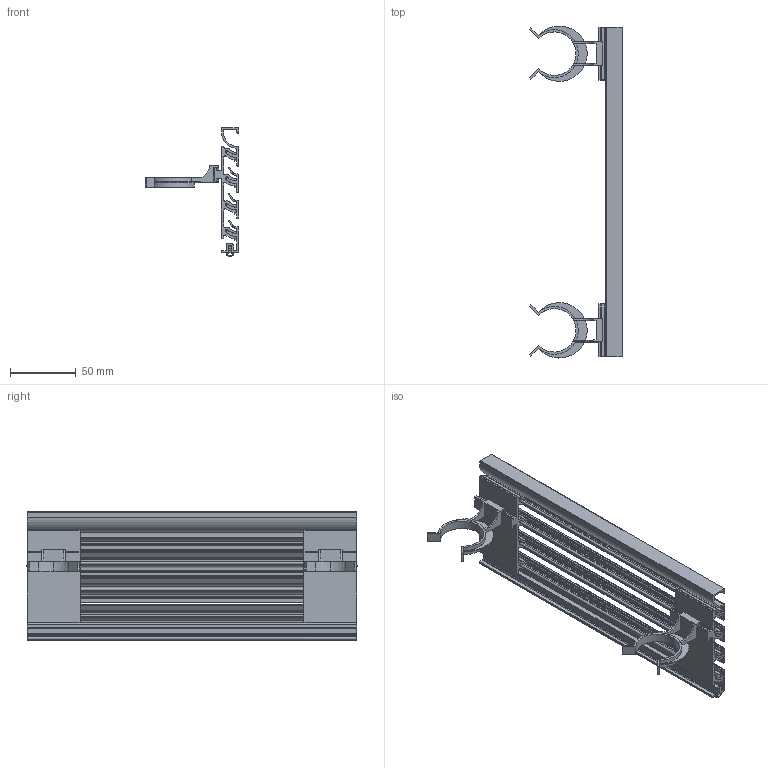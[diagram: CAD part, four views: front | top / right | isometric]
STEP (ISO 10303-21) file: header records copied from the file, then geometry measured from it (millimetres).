
FILE_DESCRIPTION(('STEP AP214'),'1');
FILE_NAME('ftungsgitter H100 schwarz.STP','2024-02-16T07:25:12',(' '),(' '),'Spatial InterOp 3D',' ',' ');
FILE_SCHEMA(('AUTOMOTIVE_DESIGN { 1 0 10303 214 1 1 1 1 }'));
Length unit declared in the file: millimetre
Products named in the file (10): ASSEM1; 4041216_V Presa Lüftungsgitter H100 schwarz
Assembly tree (10 placements, depth 3):
  4041216_V Presa Lüftungsgitter H100 schwarz
    (unnamed)
      ASSEM1
      (unnamed)  x2
      (unnamed)
      (unnamed)
      (unnamed)
      (unnamed)
      (unnamed)
      (unnamed)
Bounding box: 71.17 x 251.98 x 97.46 mm (x, y, z)
Volume: 106884.1 mm3; surface area: 139010 mm2
Topology: 9 solids, 9 shells, 650 faces, 1894 edges, 1260 vertices
Faces by surface type: cylinder 390, plane 257, bspline 3
Entity records: 17008 total; most frequent: CARTESIAN_POINT 3188, DIRECTION 2998, ORIENTED_EDGE 2858, EDGE_CURVE 1429, AXIS2_PLACEMENT_3D 1072, VERTEX_POINT 950, LINE 854, VECTOR 854
